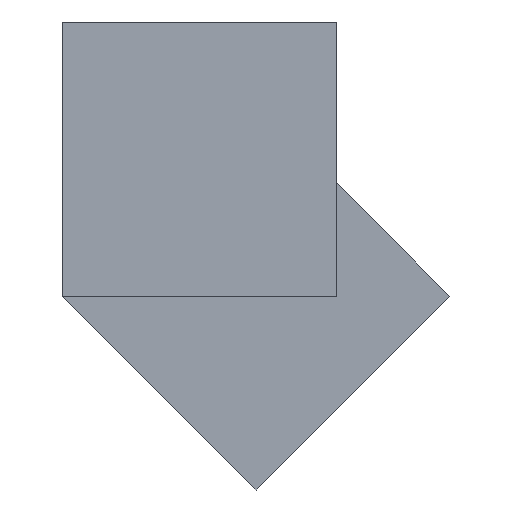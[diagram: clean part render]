
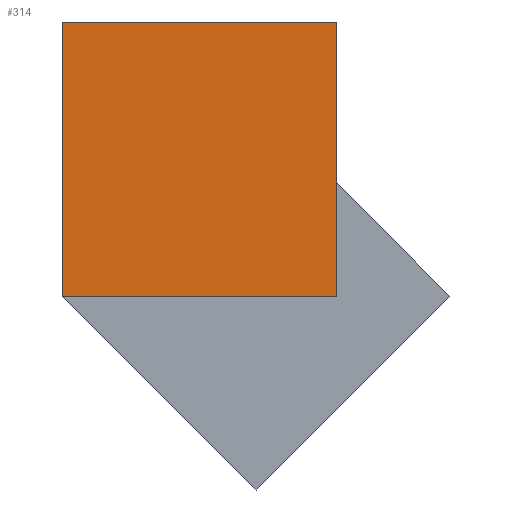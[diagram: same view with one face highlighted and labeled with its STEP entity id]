
A CAD part, front view. The second image highlights one B-rep face of the part: STEP entity #314.
In plain terms, the highlighted planar face has unit normal (0, -1, 0).
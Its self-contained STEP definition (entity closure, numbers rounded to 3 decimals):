
#25=PLANE('',#29);
#26=CARTESIAN_POINT('',(100.,0.,100.));
#27=DIRECTION('',(0.,-1.,0.));
#28=DIRECTION('',(1.,0.,0.));
#29=AXIS2_PLACEMENT_3D('',#26,#28,#27);
#30=LINE('*LN1',#31,#33);
#31=CARTESIAN_POINT('',(100.,0.,0.));
#32=DIRECTION('',(0.,0.,1.));
#33=VECTOR('',#32,1.);
#34=LINE('',#35,#37);
#35=CARTESIAN_POINT('',(0.,100.));
#36=DIRECTION('',(0.,-100.));
#37=VECTOR('',#36,100.);
#38=(GEOMETRIC_REPRESENTATION_CONTEXT(2) PARAMETRIC_REPRESENTATION_CONTEXT() 
  REPRESENTATION_CONTEXT('pcurve representation',
  '2D parameter range of basis surface'));
#39=DEFINITIONAL_REPRESENTATION('',(#34),#38);
#40=PCURVE('',#25,#39);
#41=PLANE('',#45);
#42=CARTESIAN_POINT('',(0.,0.,100.));
#43=DIRECTION('',(-1.,0.,0.));
#44=DIRECTION('',(0.,-1.,0.));
#45=AXIS2_PLACEMENT_3D('',#42,#44,#43);
#46=LINE('',#47,#49);
#47=CARTESIAN_POINT('',(-100.,100.));
#48=DIRECTION('',(0.,-100.));
#49=VECTOR('',#48,100.);
#50=DEFINITIONAL_REPRESENTATION('',(#46),#38);
#51=PCURVE('',#41,#50);
#62=PLANE('',#66);
#63=CARTESIAN_POINT('',(0.,100.,0.));
#64=DIRECTION('',(-1.,0.,0.));
#65=DIRECTION('',(0.,0.,1.));
#66=AXIS2_PLACEMENT_3D('',#63,#65,#64);
#104=PLANE('',#108);
#105=CARTESIAN_POINT('',(0.,100.,100.));
#106=DIRECTION('',(-1.,0.,0.));
#107=DIRECTION('',(0.,0.,1.));
#108=AXIS2_PLACEMENT_3D('',#105,#107,#106);
#116=CARTESIAN_POINT('',(100.,0.,0.));
#117=VERTEX_POINT('',#116);
#118=CARTESIAN_POINT('',(100.,0.,100.));
#119=VERTEX_POINT('',#118);
#120=EDGE_CURVE('',#117,#119,#121,.T.);
#121=SURFACE_CURVE('',#30,(#40,#51),.PCURVE_S1.);
#148=PLANE('',#152);
#149=CARTESIAN_POINT('',(0.,0.,100.));
#150=DIRECTION('',(0.,-1.,0.));
#151=DIRECTION('',(1.,0.,0.));
#152=AXIS2_PLACEMENT_3D('',#149,#151,#150);
#224=LINE('*LN9',#225,#227);
#225=CARTESIAN_POINT('',(0.,0.,100.));
#226=DIRECTION('',(1.,0.,0.));
#227=VECTOR('',#226,1.);
#228=LINE('',#229,#231);
#229=CARTESIAN_POINT('',(0.,100.));
#230=DIRECTION('',(-100.,0.));
#231=VECTOR('',#230,100.);
#232=DEFINITIONAL_REPRESENTATION('',(#228),#38);
#233=PCURVE('',#104,#232);
#234=LINE('',#235,#237);
#235=CARTESIAN_POINT('',(0.,0.));
#236=DIRECTION('',(-100.,0.));
#237=VECTOR('',#236,100.);
#238=DEFINITIONAL_REPRESENTATION('',(#234),#38);
#239=PCURVE('',#41,#238);
#241=CARTESIAN_POINT('',(0.,0.,100.));
#242=VERTEX_POINT('',#241);
#245=EDGE_CURVE('',#242,#119,#246,.T.);
#246=SURFACE_CURVE('',#224,(#233,#239),.PCURVE_S1.);
#253=LINE('*LN10',#254,#256);
#254=CARTESIAN_POINT('',(0.,0.,0.));
#255=DIRECTION('',(0.,0.,1.));
#256=VECTOR('',#255,1.);
#257=LINE('',#258,#260);
#258=CARTESIAN_POINT('',(0.,100.));
#259=DIRECTION('',(0.,-100.));
#260=VECTOR('',#259,100.);
#261=DEFINITIONAL_REPRESENTATION('',(#257),#38);
#262=PCURVE('',#148,#261);
#263=LINE('',#264,#266);
#264=CARTESIAN_POINT('',(0.,100.));
#265=DIRECTION('',(0.,-100.));
#266=VECTOR('',#265,100.);
#267=DEFINITIONAL_REPRESENTATION('',(#263),#38);
#268=PCURVE('',#41,#267);
#286=CARTESIAN_POINT('',(0.,0.,0.));
#287=VERTEX_POINT('',#286);
#288=EDGE_CURVE('',#287,#242,#289,.T.);
#289=SURFACE_CURVE('',#253,(#262,#268),.PCURVE_S1.);
#298=LINE('*LN12',#299,#301);
#299=CARTESIAN_POINT('',(0.,0.,0.));
#300=DIRECTION('',(1.,0.,0.));
#301=VECTOR('',#300,1.);
#302=LINE('',#303,#305);
#303=CARTESIAN_POINT('',(0.,100.));
#304=DIRECTION('',(-100.,0.));
#305=VECTOR('',#304,100.);
#306=DEFINITIONAL_REPRESENTATION('',(#302),#38);
#307=PCURVE('',#41,#306);
#308=LINE('',#309,#311);
#309=CARTESIAN_POINT('',(0.,100.));
#310=DIRECTION('',(-100.,0.));
#311=VECTOR('',#310,100.);
#312=DEFINITIONAL_REPRESENTATION('',(#308),#38);
#313=PCURVE('',#62,#312);
#314=ADVANCED_FACE('*FAC5',(#322),#41,.T.);
#315=EDGE_CURVE('',#287,#117,#316,.T.);
#316=SURFACE_CURVE('',#298,(#307,#313),.PCURVE_S1.);
#317=ORIENTED_EDGE('',*,*,#288,.F.);
#318=ORIENTED_EDGE('',*,*,#315,.T.);
#319=ORIENTED_EDGE('',*,*,#120,.T.);
#320=ORIENTED_EDGE('',*,*,#245,.F.);
#321=EDGE_LOOP('',(#317,#318,#319,#320));
#322=FACE_OUTER_BOUND('',#321,.T.);
